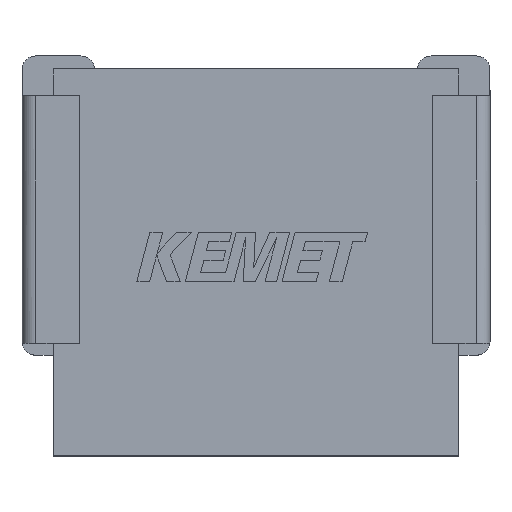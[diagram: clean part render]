
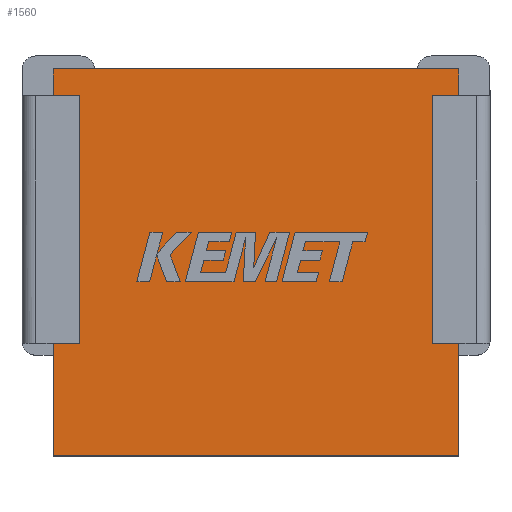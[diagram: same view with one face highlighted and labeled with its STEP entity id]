
A CAD part, top view. The second image highlights one B-rep face of the part: STEP entity #1560.
In plain terms, the highlighted planar face has unit normal (0, 0, 1).
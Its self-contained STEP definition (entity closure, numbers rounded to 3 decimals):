
#13 = LINE ( 'NONE', #2423, #2464 ) ;
#216 = LINE ( 'NONE', #1332, #3435 ) ;
#315 = ORIENTED_EDGE ( 'NONE', *, *, #3023, .T. ) ;
#380 = CARTESIAN_POINT ( 'NONE',  ( 0., 0., 0. ) ) ;
#403 = VECTOR ( 'NONE', #3505, 1000. ) ;
#411 = LINE ( 'NONE', #1485, #772 ) ;
#422 = CARTESIAN_POINT ( 'NONE',  ( 6.5, 0., 0. ) ) ;
#430 = EDGE_CURVE ( 'NONE', #557, #3669, #3198, .T. ) ;
#446 = ORIENTED_EDGE ( 'NONE', *, *, #1021, .T. ) ;
#471 = CARTESIAN_POINT ( 'NONE',  ( 6.5, 6.2, 0. ) ) ;
#532 = VERTEX_POINT ( 'NONE', #3681 ) ;
#557 = VERTEX_POINT ( 'NONE', #422 ) ;
#573 = CARTESIAN_POINT ( 'NONE',  ( 6.5, 5.767, 0. ) ) ;
#592 = CARTESIAN_POINT ( 'NONE',  ( 6.5, 0., 0. ) ) ;
#724 = DIRECTION ( 'NONE',  ( -1., 0., 0. ) ) ;
#772 = VECTOR ( 'NONE', #4285, 1000. ) ;
#896 = CARTESIAN_POINT ( 'NONE',  ( 0.421, 5.767, 0. ) ) ;
#897 = ORIENTED_EDGE ( 'NONE', *, *, #1483, .F. ) ;
#958 = CARTESIAN_POINT ( 'NONE',  ( 6.079, 5.767, 0. ) ) ;
#973 = VERTEX_POINT ( 'NONE', #573 ) ;
#1021 = EDGE_CURVE ( 'NONE', #2348, #557, #411, .T. ) ;
#1067 = VECTOR ( 'NONE', #1285, 1000. ) ;
#1084 = DIRECTION ( 'NONE',  ( -1., 0., 0. ) ) ;
#1092 = VECTOR ( 'NONE', #2488, 1000. ) ;
#1133 = ORIENTED_EDGE ( 'NONE', *, *, #2275, .T. ) ;
#1140 = ORIENTED_EDGE ( 'NONE', *, *, #2062, .T. ) ;
#1145 = CARTESIAN_POINT ( 'NONE',  ( 6.079, 1.799, 0. ) ) ;
#1250 = CARTESIAN_POINT ( 'NONE',  ( 0., 1.799, 0. ) ) ;
#1260 = DIRECTION ( 'NONE',  ( -1., 0., 0. ) ) ;
#1285 = DIRECTION ( 'NONE',  ( 0., 1., 0. ) ) ;
#1329 = DIRECTION ( 'NONE',  ( 0., -1., 0. ) ) ;
#1332 = CARTESIAN_POINT ( 'NONE',  ( 0.421, 5.767, 0. ) ) ;
#1431 = LINE ( 'NONE', #3150, #2839 ) ;
#1466 = ORIENTED_EDGE ( 'NONE', *, *, #3985, .T. ) ;
#1472 = EDGE_CURVE ( 'NONE', #3713, #1515, #216, .T. ) ;
#1483 = EDGE_CURVE ( 'NONE', #2671, #3669, #2017, .T. ) ;
#1485 = CARTESIAN_POINT ( 'NONE',  ( 0., 0., 0. ) ) ;
#1515 = VERTEX_POINT ( 'NONE', #4204 ) ;
#1560 = ADVANCED_FACE ( 'NONE', ( #2861 ), #2516, .F. ) ;
#1642 = CARTESIAN_POINT ( 'NONE',  ( 6.079, 1.799, 0. ) ) ;
#1670 = VECTOR ( 'NONE', #3060, 1000. ) ;
#1682 = LINE ( 'NONE', #4201, #403 ) ;
#1723 = VECTOR ( 'NONE', #3087, 1000. ) ;
#1745 = LINE ( 'NONE', #3164, #3467 ) ;
#1751 = DIRECTION ( 'NONE',  ( 1., 0., 0. ) ) ;
#1946 = CARTESIAN_POINT ( 'NONE',  ( 0.421, 1.799, 0. ) ) ;
#1966 = LINE ( 'NONE', #1946, #3648 ) ;
#1984 = ORIENTED_EDGE ( 'NONE', *, *, #3191, .F. ) ;
#2017 = LINE ( 'NONE', #1642, #1723 ) ;
#2062 = EDGE_CURVE ( 'NONE', #2378, #532, #13, .T. ) ;
#2159 = VERTEX_POINT ( 'NONE', #958 ) ;
#2275 = EDGE_CURVE ( 'NONE', #532, #1515, #1431, .T. ) ;
#2292 = ORIENTED_EDGE ( 'NONE', *, *, #2623, .T. ) ;
#2331 = CARTESIAN_POINT ( 'NONE',  ( 0.421, 1.799, 0. ) ) ;
#2348 = VERTEX_POINT ( 'NONE', #380 ) ;
#2378 = VERTEX_POINT ( 'NONE', #471 ) ;
#2420 = ORIENTED_EDGE ( 'NONE', *, *, #430, .T. ) ;
#2423 = CARTESIAN_POINT ( 'NONE',  ( 0., 6.2, 0. ) ) ;
#2464 = VECTOR ( 'NONE', #1084, 1000. ) ;
#2488 = DIRECTION ( 'NONE',  ( 0., 1., 0. ) ) ;
#2516 = PLANE ( 'NONE',  #2624 ) ;
#2623 = EDGE_CURVE ( 'NONE', #2159, #973, #3524, .T. ) ;
#2624 = AXIS2_PLACEMENT_3D ( 'NONE', #3252, #2886, #724 ) ;
#2671 = VERTEX_POINT ( 'NONE', #1145 ) ;
#2839 = VECTOR ( 'NONE', #1329, 1000. ) ;
#2847 = ORIENTED_EDGE ( 'NONE', *, *, #3211, .T. ) ;
#2861 = FACE_OUTER_BOUND ( 'NONE', #4420, .T. ) ;
#2886 = DIRECTION ( 'NONE',  ( 0., 0., -1. ) ) ;
#2890 = VERTEX_POINT ( 'NONE', #1250 ) ;
#3023 = EDGE_CURVE ( 'NONE', #973, #2378, #4483, .T. ) ;
#3060 = DIRECTION ( 'NONE',  ( 0., -1., 0. ) ) ;
#3087 = DIRECTION ( 'NONE',  ( 1., 0., 0. ) ) ;
#3102 = CARTESIAN_POINT ( 'NONE',  ( 6.079, 5.767, 0. ) ) ;
#3148 = CARTESIAN_POINT ( 'NONE',  ( 6.079, 5.767, 0. ) ) ;
#3150 = CARTESIAN_POINT ( 'NONE',  ( 0., 0., 0. ) ) ;
#3164 = CARTESIAN_POINT ( 'NONE',  ( 0.421, 5.767, 0. ) ) ;
#3191 = EDGE_CURVE ( 'NONE', #2159, #2671, #3482, .T. ) ;
#3198 = LINE ( 'NONE', #3554, #1092 ) ;
#3211 = EDGE_CURVE ( 'NONE', #2890, #2348, #1682, .T. ) ;
#3252 = CARTESIAN_POINT ( 'NONE',  ( 0., 0., 0. ) ) ;
#3401 = ORIENTED_EDGE ( 'NONE', *, *, #3568, .T. ) ;
#3435 = VECTOR ( 'NONE', #4482, 1000. ) ;
#3467 = VECTOR ( 'NONE', #4584, 1000. ) ;
#3482 = LINE ( 'NONE', #3148, #1670 ) ;
#3505 = DIRECTION ( 'NONE',  ( 0., -1., 0. ) ) ;
#3524 = LINE ( 'NONE', #3102, #4465 ) ;
#3554 = CARTESIAN_POINT ( 'NONE',  ( 6.5, 0., 0. ) ) ;
#3568 = EDGE_CURVE ( 'NONE', #3713, #3978, #1745, .T. ) ;
#3648 = VECTOR ( 'NONE', #1260, 1000. ) ;
#3660 = ORIENTED_EDGE ( 'NONE', *, *, #1472, .F. ) ;
#3669 = VERTEX_POINT ( 'NONE', #3711 ) ;
#3681 = CARTESIAN_POINT ( 'NONE',  ( 0., 6.2, 0. ) ) ;
#3711 = CARTESIAN_POINT ( 'NONE',  ( 6.5, 1.799, 0. ) ) ;
#3713 = VERTEX_POINT ( 'NONE', #896 ) ;
#3978 = VERTEX_POINT ( 'NONE', #2331 ) ;
#3985 = EDGE_CURVE ( 'NONE', #3978, #2890, #1966, .T. ) ;
#4201 = CARTESIAN_POINT ( 'NONE',  ( 0., 0., 0. ) ) ;
#4204 = CARTESIAN_POINT ( 'NONE',  ( 0., 5.767, 0. ) ) ;
#4285 = DIRECTION ( 'NONE',  ( 1., 0., 0. ) ) ;
#4420 = EDGE_LOOP ( 'NONE', ( #3660, #3401, #1466, #2847, #446, #2420, #897, #1984, #2292, #315, #1140, #1133 ) ) ;
#4465 = VECTOR ( 'NONE', #1751, 1000. ) ;
#4482 = DIRECTION ( 'NONE',  ( -1., 0., 0. ) ) ;
#4483 = LINE ( 'NONE', #592, #1067 ) ;
#4584 = DIRECTION ( 'NONE',  ( 0., -1., 0. ) ) ;
